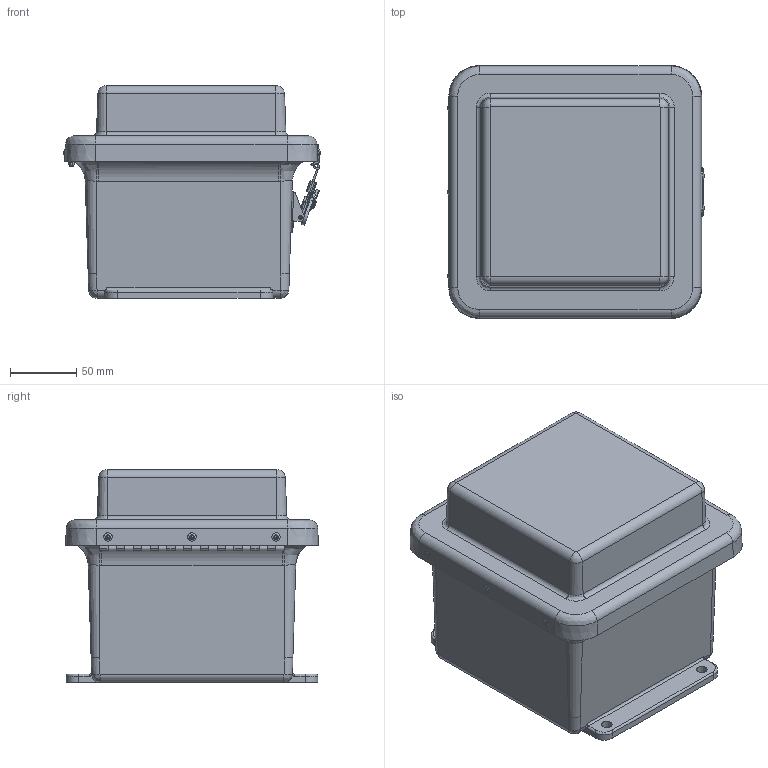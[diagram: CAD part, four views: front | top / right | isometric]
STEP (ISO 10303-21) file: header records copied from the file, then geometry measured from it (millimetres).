
FILE_DESCRIPTION (( 'STEP AP214' ), '1' );
FILE_NAME ('MR606HLL.STEP', '2018-11-06T22:06:21', ( '' ), ( '' ), 'SwSTEP 2.0', 'SolidWorks 2018', '' );
FILE_SCHEMA (( 'AUTOMOTIVE_DESIGN' ));
Length unit declared in the file: inch
Products named in the file (1): MR606HLL
Bounding box: 193.78 x 191.13 x 160.99 mm (x, y, z)
Volume: 664710.4 mm3; surface area: 373728.5 mm2
Topology: 30 solids, 30 shells, 779 faces, 1925 edges, 1229 vertices
Faces by surface type: plane 315, cylinder 294, bspline 109, cone 50, torus 11
Full cylindrical faces by diameter (mm): 2.159 x23, 2.4 x1, 2.7 x2, 3 x1, 3.175 x9, 3.25 x1, 3.302 x2, 3.327 x5, 3.5 x1, 3.556 x9, 3.861 x5, 3.962 x7, 4.2 x2, 4.609 x1, 4.618 x1, 4.7 x1, 4.9 x1, 5 x2, 5.3 x1, 5.537 x4, 6.35 x9, 6.858 x4, 13.3 x1, 13.5 x1
Entity records: 41301 total; most frequent: CARTESIAN_POINT 13172, ORIENTED_EDGE 3556, DIRECTION 3467, EDGE_CURVE 1778, AXIS2_PLACEMENT_3D 1292, VERTEX_POINT 1204, EDGE_LOOP 1048, VECTOR 883
